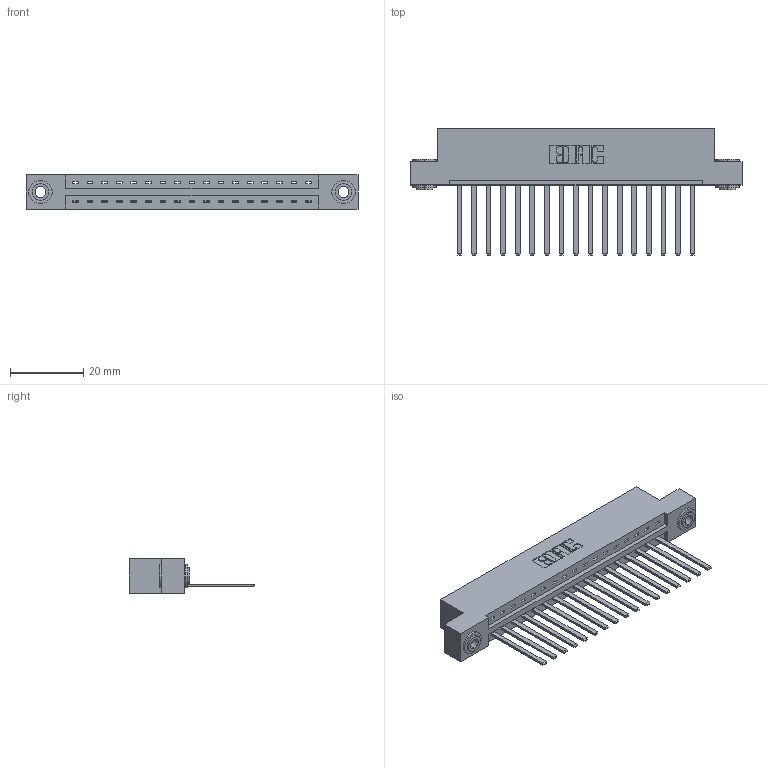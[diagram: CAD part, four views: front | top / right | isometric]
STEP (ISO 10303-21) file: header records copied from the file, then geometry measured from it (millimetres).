
FILE_DESCRIPTION (( 'STEP AP203' ), '1' );
FILE_NAME ('337-017-544-103.STEP', '2018-08-04T22:24:22', ( '' ), ( '' ), 'SwSTEP 2.0', 'SolidWorks 2016', '' );
FILE_SCHEMA (( 'CONFIG_CONTROL_DESIGN' ));
Length unit declared in the file: inch
Products named in the file (4): 337 Part_Flush Mounting Lugs - 0.156 Dia-TH; 345-292-001_345-293-144; 345-250-002_345-250-002-102; 337-017-544-103
Assembly tree (20 placements, depth 2):
  337-017-544-103
    337 Part_Flush Mounting Lugs - 0.156 Dia-TH
    345-292-001_345-293-144  x17
    345-250-002_345-250-002-102  x2
Bounding box: 90.37 x 34.3 x 9.4 mm (x, y, z)
Volume: 9296.2 mm3; surface area: 10347.9 mm2
Topology: 20 solids, 20 shells, 1104 faces, 3277 edges, 2158 vertices
Faces by surface type: plane 794, cylinder 302, cone 8
Entity records: 16336 total; most frequent: CARTESIAN_POINT 2820, ORIENTED_EDGE 2766, DIRECTION 2455, EDGE_CURVE 1383, LINE 1235, VECTOR 1235, VERTEX_POINT 918, AXIS2_PLACEMENT_3D 610
